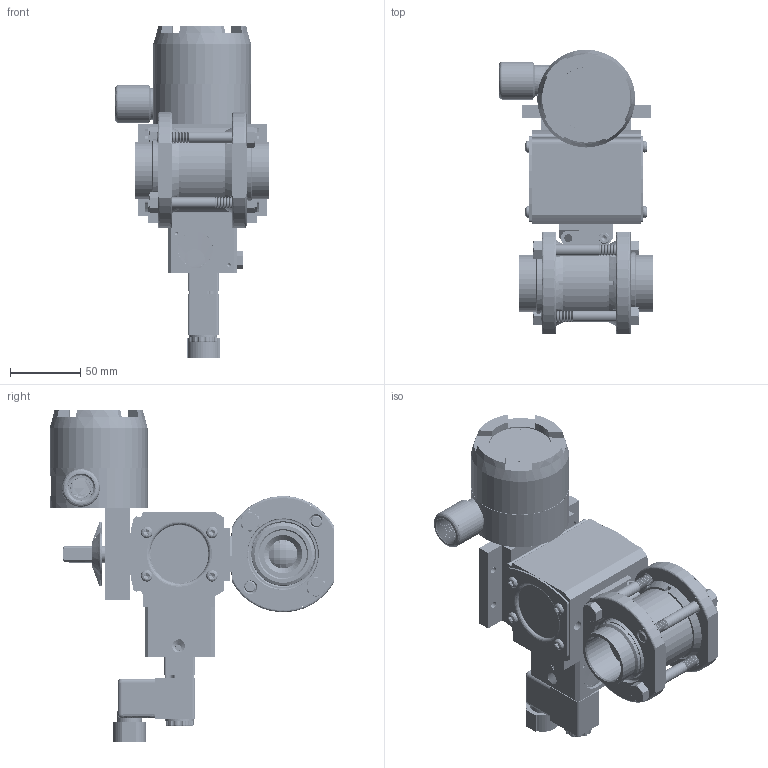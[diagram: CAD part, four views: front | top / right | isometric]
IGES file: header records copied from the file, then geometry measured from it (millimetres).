
Start section: SolidWorks IGES file using analytic representation for surfaces
Global section: file name: 28XXSWSA512D4GPDCLS.igs; native system: SolidWorks 2018; preprocessor: SolidWorks 2018; author: ryanm; date: 180905.092727; units: inch
Bounding box: 109.49 x 201.99 x 235.76 mm (x, y, z)
Surface area: 277454.5 mm2 (no closed solid volume)
Topology: 0 solids, 0 shells, 4553 faces, 65943 edges, 65752 vertices
Faces by surface type: revolution 3429, bspline 1124
